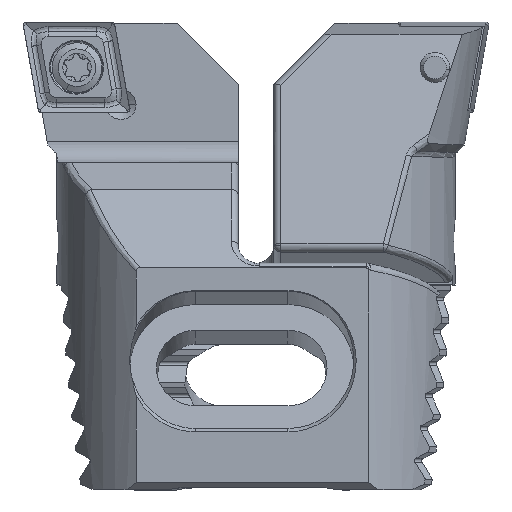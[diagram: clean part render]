
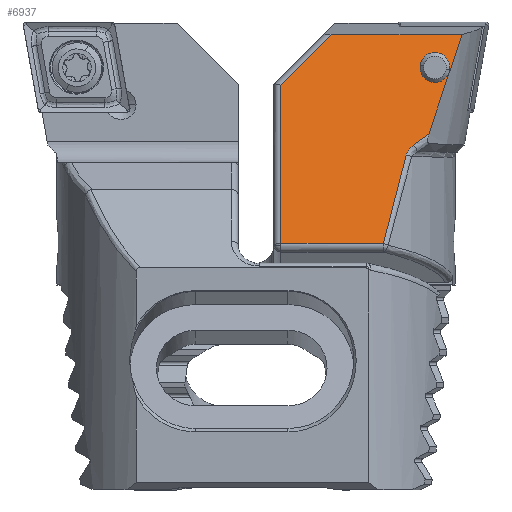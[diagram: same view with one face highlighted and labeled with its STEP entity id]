
A CAD part, top view. The second image highlights one B-rep face of the part: STEP entity #6937.
In plain terms, the highlighted face is planar.
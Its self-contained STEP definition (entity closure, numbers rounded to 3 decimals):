
#62 = B_SPLINE_CURVE_WITH_KNOTS ( 'NONE', 3,
 ( #2032, #4386, #7599, #5236, #9223, #631, #4415, #6048 ),
 .UNSPECIFIED., .F., .F.,
 ( 4, 2, 2, 4 ),
 ( 0., 0.001, 0.001, 0.002 ),
 .UNSPECIFIED. ) ;
#188 = EDGE_CURVE ( 'NONE', #3723, #7720, #3827, .T. ) ;
#218 = CARTESIAN_POINT ( 'NONE',  ( 5.477, -6.423, -14.308 ) ) ;
#475 = ORIENTED_EDGE ( 'NONE', *, *, #9845, .T. ) ;
#483 = VERTEX_POINT ( 'NONE', #6968 ) ;
#496 = CARTESIAN_POINT ( 'NONE',  ( 29.25, -8.939, -14.982 ) ) ;
#631 = CARTESIAN_POINT ( 'NONE',  ( 11.549, -18.47, -17.536 ) ) ;
#689 = DIRECTION ( 'NONE',  ( -1., 0., 0. ) ) ;
#692 = CARTESIAN_POINT ( 'NONE',  ( 5.477, -10.623, -15.433 ) ) ;
#758 = EDGE_CURVE ( 'NONE', #3723, #5014, #62, .T. ) ;
#887 =( BOUNDED_CURVE ( )  B_SPLINE_CURVE ( 3, ( #8551, #9346, #3583, #8032 ),
 .UNSPECIFIED., .F., .F. ) 
 B_SPLINE_CURVE_WITH_KNOTS ( ( 4, 4 ),
 ( 4.712, 7.854 ),
 .UNSPECIFIED. ) 
 CURVE ( )  GEOMETRIC_REPRESENTATION_ITEM ( )  RATIONAL_B_SPLINE_CURVE ( ( 1., 0.333, 0.333, 1. ) ) 
 REPRESENTATION_ITEM ( '' )  );
#1094 = VERTEX_POINT ( 'NONE', #7196 ) ;
#1236 = CARTESIAN_POINT ( 'NONE',  ( 14.836, -31.179, -20.941 ) ) ;
#1428 = LINE ( 'NONE', #9908, #7453 ) ;
#1834 = CARTESIAN_POINT ( 'NONE',  ( 11.631, -18.755, -17.612 ) ) ;
#1852 = EDGE_CURVE ( 'NONE', #7720, #483, #2349, .T. ) ;
#1910 = PLANE ( 'NONE',  #5282 ) ;
#2032 = CARTESIAN_POINT ( 'NONE',  ( 10.593, -17.341, -17.233 ) ) ;
#2060 = DIRECTION ( 'NONE',  ( 0., -0.966, -0.259 ) ) ;
#2300 = EDGE_CURVE ( 'NONE', #9208, #7772, #887, .T. ) ;
#2349 =( BOUNDED_CURVE ( )  B_SPLINE_CURVE ( 3, ( #5419, #2643, #9971, #8313 ),
 .UNSPECIFIED., .F., .F. ) 
 B_SPLINE_CURVE_WITH_KNOTS ( ( 4, 4 ),
 ( 4.164, 4.308 ),
 .UNSPECIFIED. ) 
 CURVE ( )  GEOMETRIC_REPRESENTATION_ITEM ( )  RATIONAL_B_SPLINE_CURVE ( ( 1., 0.998, 0.998, 1. ) ) 
 REPRESENTATION_ITEM ( '' )  );
#2508 = CARTESIAN_POINT ( 'NONE',  ( 8.437, -15.816, -16.825 ) ) ;
#2643 = CARTESIAN_POINT ( 'NONE',  ( 6.82, -11.332, -15.623 ) ) ;
#2677 = EDGE_LOOP ( 'NONE', ( #8857, #8326 ) ) ;
#2711 = CARTESIAN_POINT ( 'NONE',  ( 65.15, -0.912, -12.831 ) ) ;
#2747 = DIRECTION ( 'NONE',  ( 0.695, -0.695, -0.186 ) ) ;
#2845 = ORIENTED_EDGE ( 'NONE', *, *, #758, .F. ) ;
#2995 = CARTESIAN_POINT ( 'NONE',  ( 9.677, -6.423, -14.308 ) ) ;
#3000 = CARTESIAN_POINT ( 'NONE',  ( 10.593, -17.341, -17.233 ) ) ;
#3583 = CARTESIAN_POINT ( 'NONE',  ( 5.477, -2.223, -13.182 ) ) ;
#3634 = VERTEX_POINT ( 'NONE', #4637 ) ;
#3719 = LINE ( 'NONE', #6655, #8403 ) ;
#3723 = VERTEX_POINT ( 'NONE', #3000 ) ;
#3827 = B_SPLINE_CURVE_WITH_KNOTS ( 'NONE', 3,
 ( #5733, #7381, #5838, #5017 ),
 .UNSPECIFIED., .F., .F.,
 ( 4, 4 ),
 ( 0., 0.003 ),
 .UNSPECIFIED. ) ;
#4386 = CARTESIAN_POINT ( 'NONE',  ( 10.844, -17.514, -17.28 ) ) ;
#4415 = CARTESIAN_POINT ( 'NONE',  ( 11.599, -18.609, -17.573 ) ) ;
#4421 = ORIENTED_EDGE ( 'NONE', *, *, #1852, .T. ) ;
#4637 = CARTESIAN_POINT ( 'NONE',  ( 29.25, -31.179, -20.941 ) ) ;
#4926 = CARTESIAN_POINT ( 'NONE',  ( 12.601, -23.24, -18.814 ) ) ;
#4962 = CARTESIAN_POINT ( 'NONE',  ( 13.672, -27.392, -19.926 ) ) ;
#5014 = VERTEX_POINT ( 'NONE', #5391 ) ;
#5017 = CARTESIAN_POINT ( 'NONE',  ( 8.437, -15.816, -16.825 ) ) ;
#5236 = CARTESIAN_POINT ( 'NONE',  ( 11.339, -18.075, -17.43 ) ) ;
#5254 =( BOUNDED_CURVE ( )  B_SPLINE_CURVE ( 3, ( #8133, #4962, #4926, #1834 ),
 .UNSPECIFIED., .F., .T. ) 
 B_SPLINE_CURVE_WITH_KNOTS ( ( 4, 4 ),
 ( 3.859, 4.033 ),
 .UNSPECIFIED. ) 
 CURVE ( )  GEOMETRIC_REPRESENTATION_ITEM ( )  RATIONAL_B_SPLINE_CURVE ( ( 1., 0.997, 0.997, 1. ) ) 
 REPRESENTATION_ITEM ( '' )  );
#5282 = AXIS2_PLACEMENT_3D ( 'NONE', #2711, #5893, #8343 ) ;
#5391 = CARTESIAN_POINT ( 'NONE',  ( 11.631, -18.755, -17.612 ) ) ;
#5419 = CARTESIAN_POINT ( 'NONE',  ( 8.437, -15.816, -16.825 ) ) ;
#5430 = CARTESIAN_POINT ( 'NONE',  ( 9.677, -10.623, -15.433 ) ) ;
#5463 = EDGE_CURVE ( 'NONE', #1094, #483, #7039, .T. ) ;
#5733 = CARTESIAN_POINT ( 'NONE',  ( 10.593, -17.341, -17.233 ) ) ;
#5817 = ORIENTED_EDGE ( 'NONE', *, *, #5463, .F. ) ;
#5838 = CARTESIAN_POINT ( 'NONE',  ( 9.149, -16.333, -16.963 ) ) ;
#5846 = EDGE_CURVE ( 'NONE', #9476, #3634, #1428, .T. ) ;
#5893 = DIRECTION ( 'NONE',  ( 0., -0.259, 0.966 ) ) ;
#5938 = EDGE_CURVE ( 'NONE', #7772, #9208, #9070, .T. ) ;
#6048 = CARTESIAN_POINT ( 'NONE',  ( 11.631, -18.755, -17.612 ) ) ;
#6389 = ORIENTED_EDGE ( 'NONE', *, *, #5846, .T. ) ;
#6655 = CARTESIAN_POINT ( 'NONE',  ( 42.425, -22.115, -18.512 ) ) ;
#6675 = CARTESIAN_POINT ( 'NONE',  ( 65.15, -31.179, -20.941 ) ) ;
#6846 = DIRECTION ( 'NONE',  ( -1., 0., 0. ) ) ;
#6937 = ADVANCED_FACE ( 'NONE', ( #9746, #8390 ), #1910, .F. ) ;
#6968 = CARTESIAN_POINT ( 'NONE',  ( 3.755, -1.765, -13.06 ) ) ;
#7039 = LINE ( 'NONE', #8392, #7169 ) ;
#7169 = VECTOR ( 'NONE', #6846, 1000. ) ;
#7196 = CARTESIAN_POINT ( 'NONE',  ( 22.075, -1.765, -13.06 ) ) ;
#7257 = EDGE_LOOP ( 'NONE', ( #9255, #4421, #5817, #475, #6389, #9934, #8020, #2845 ) ) ;
#7263 = EDGE_CURVE ( 'NONE', #8331, #5014, #5254, .T. ) ;
#7381 = CARTESIAN_POINT ( 'NONE',  ( 9.868, -16.842, -17.099 ) ) ;
#7449 = EDGE_CURVE ( 'NONE', #3634, #8331, #9600, .T. ) ;
#7453 = VECTOR ( 'NONE', #2060, 1000. ) ;
#7599 = CARTESIAN_POINT ( 'NONE',  ( 11.067, -17.719, -17.335 ) ) ;
#7720 = VERTEX_POINT ( 'NONE', #2508 ) ;
#7772 = VERTEX_POINT ( 'NONE', #218 ) ;
#7810 = CARTESIAN_POINT ( 'NONE',  ( 9.677, -6.423, -14.308 ) ) ;
#8020 = ORIENTED_EDGE ( 'NONE', *, *, #7263, .T. ) ;
#8032 = CARTESIAN_POINT ( 'NONE',  ( 5.477, -6.423, -14.308 ) ) ;
#8133 = CARTESIAN_POINT ( 'NONE',  ( 14.836, -31.179, -20.941 ) ) ;
#8313 = CARTESIAN_POINT ( 'NONE',  ( 3.755, -1.765, -13.06 ) ) ;
#8326 = ORIENTED_EDGE ( 'NONE', *, *, #5938, .T. ) ;
#8331 = VERTEX_POINT ( 'NONE', #1236 ) ;
#8343 = DIRECTION ( 'NONE',  ( 0., -0.966, -0.259 ) ) ;
#8390 = FACE_OUTER_BOUND ( 'NONE', #7257, .T. ) ;
#8392 = CARTESIAN_POINT ( 'NONE',  ( 65.15, -1.765, -13.06 ) ) ;
#8403 = VECTOR ( 'NONE', #2747, 1000. ) ;
#8551 = CARTESIAN_POINT ( 'NONE',  ( 9.677, -6.423, -14.308 ) ) ;
#8568 = CARTESIAN_POINT ( 'NONE',  ( 5.477, -6.423, -14.308 ) ) ;
#8857 = ORIENTED_EDGE ( 'NONE', *, *, #2300, .T. ) ;
#8990 = VECTOR ( 'NONE', #689, 1000. ) ;
#9070 =( BOUNDED_CURVE ( )  B_SPLINE_CURVE ( 3, ( #8568, #692, #5430, #7810 ),
 .UNSPECIFIED., .F., .F. ) 
 B_SPLINE_CURVE_WITH_KNOTS ( ( 4, 4 ),
 ( 1.571, 4.712 ),
 .UNSPECIFIED. ) 
 CURVE ( )  GEOMETRIC_REPRESENTATION_ITEM ( )  RATIONAL_B_SPLINE_CURVE ( ( 1., 0.333, 0.333, 1. ) ) 
 REPRESENTATION_ITEM ( '' )  );
#9208 = VERTEX_POINT ( 'NONE', #2995 ) ;
#9223 = CARTESIAN_POINT ( 'NONE',  ( 11.419, -18.204, -17.464 ) ) ;
#9255 = ORIENTED_EDGE ( 'NONE', *, *, #188, .T. ) ;
#9346 = CARTESIAN_POINT ( 'NONE',  ( 9.677, -2.223, -13.182 ) ) ;
#9476 = VERTEX_POINT ( 'NONE', #496 ) ;
#9600 = LINE ( 'NONE', #6675, #8990 ) ;
#9746 = FACE_BOUND ( 'NONE', #2677, .T. ) ;
#9845 = EDGE_CURVE ( 'NONE', #1094, #9476, #3719, .T. ) ;
#9908 = CARTESIAN_POINT ( 'NONE',  ( 29.25, -0.912, -12.831 ) ) ;
#9934 = ORIENTED_EDGE ( 'NONE', *, *, #7449, .T. ) ;
#9971 = CARTESIAN_POINT ( 'NONE',  ( 5.256, -6.64, -14.366 ) ) ;
